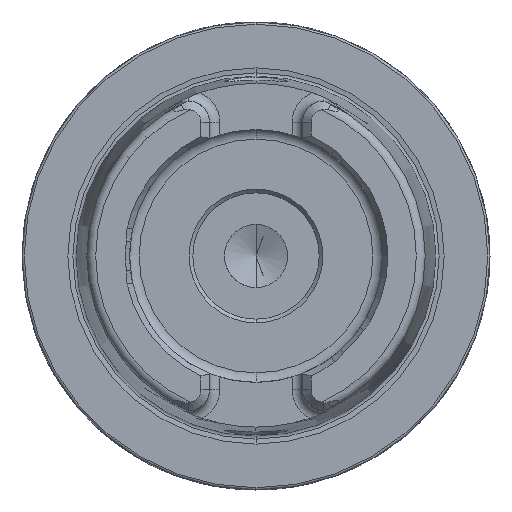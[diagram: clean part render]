
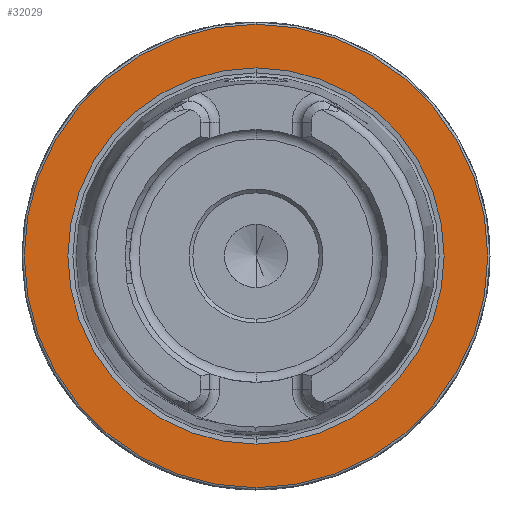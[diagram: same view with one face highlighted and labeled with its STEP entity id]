
A CAD part, left-side view. The second image highlights one B-rep face of the part: STEP entity #32029.
In plain terms, the highlighted planar face has unit normal (-1, 0, 0).
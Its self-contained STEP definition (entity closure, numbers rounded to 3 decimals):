
#985 = CARTESIAN_POINT ( 'NONE',  ( -106., 0., 31.2 ) ) ;
#2437 = DIRECTION ( 'NONE',  ( -1., 0., 0. ) ) ;
#2836 = PLANE ( 'NONE',  #13958 ) ;
#3010 = DIRECTION ( 'NONE',  ( 1., 0., 0. ) ) ;
#6212 = CIRCLE ( 'NONE', #18514, 25.324 ) ;
#6213 = AXIS2_PLACEMENT_3D ( 'NONE', #12881, #20915, #20568 ) ;
#6972 = CARTESIAN_POINT ( 'NONE',  ( -106., 0., 0. ) ) ;
#8037 = ORIENTED_EDGE ( 'NONE', *, *, #8057, .T. ) ;
#8057 = EDGE_CURVE ( 'NONE', #24972, #12539, #31343, .T. ) ;
#8417 = DIRECTION ( 'NONE',  ( 0., 0., -1. ) ) ;
#8654 = CIRCLE ( 'NONE', #18740, 25.324 ) ;
#9616 = DIRECTION ( 'NONE',  ( -1., 0., 0. ) ) ;
#9821 = ORIENTED_EDGE ( 'NONE', *, *, #34383, .F. ) ;
#12539 = VERTEX_POINT ( 'NONE', #17447 ) ;
#12881 = CARTESIAN_POINT ( 'NONE',  ( -106., 0., 0. ) ) ;
#13125 = DIRECTION ( 'NONE',  ( 0., 0., 1. ) ) ;
#13958 = AXIS2_PLACEMENT_3D ( 'NONE', #21727, #3010, #8417 ) ;
#14126 = ORIENTED_EDGE ( 'NONE', *, *, #34477, .T. ) ;
#15148 = EDGE_LOOP ( 'NONE', ( #8037, #14126 ) ) ;
#15880 = ORIENTED_EDGE ( 'NONE', *, *, #27825, .F. ) ;
#16199 = CARTESIAN_POINT ( 'NONE',  ( -106., 0., -25.324 ) ) ;
#17447 = CARTESIAN_POINT ( 'NONE',  ( -106., 0., -31.2 ) ) ;
#18514 = AXIS2_PLACEMENT_3D ( 'NONE', #6972, #9616, #25544 ) ;
#18740 = AXIS2_PLACEMENT_3D ( 'NONE', #30216, #24624, #30541 ) ;
#19878 = VERTEX_POINT ( 'NONE', #27299 ) ;
#20568 = DIRECTION ( 'NONE',  ( 0., 0., 1. ) ) ;
#20915 = DIRECTION ( 'NONE',  ( -1., 0., 0. ) ) ;
#21340 = EDGE_LOOP ( 'NONE', ( #15880, #9821 ) ) ;
#21727 = CARTESIAN_POINT ( 'NONE',  ( -106., 31.2, 0. ) ) ;
#23812 = CARTESIAN_POINT ( 'NONE',  ( -106., 0., 0. ) ) ;
#24624 = DIRECTION ( 'NONE',  ( -1., 0., 0. ) ) ;
#24972 = VERTEX_POINT ( 'NONE', #985 ) ;
#25194 = CIRCLE ( 'NONE', #25224, 31.2 ) ;
#25224 = AXIS2_PLACEMENT_3D ( 'NONE', #23812, #2437, #13125 ) ;
#25544 = DIRECTION ( 'NONE',  ( 0., 0., 1. ) ) ;
#26821 = FACE_BOUND ( 'NONE', #21340, .T. ) ;
#27299 = CARTESIAN_POINT ( 'NONE',  ( -106., 0., 25.324 ) ) ;
#27825 = EDGE_CURVE ( 'NONE', #19878, #32809, #8654, .T. ) ;
#29804 = FACE_OUTER_BOUND ( 'NONE', #15148, .T. ) ;
#30216 = CARTESIAN_POINT ( 'NONE',  ( -106., 0., 0. ) ) ;
#30541 = DIRECTION ( 'NONE',  ( 0., 0., 1. ) ) ;
#31343 = CIRCLE ( 'NONE', #6213, 31.2 ) ;
#32029 = ADVANCED_FACE ( 'NONE', ( #26821, #29804 ), #2836, .F. ) ;
#32809 = VERTEX_POINT ( 'NONE', #16199 ) ;
#34383 = EDGE_CURVE ( 'NONE', #32809, #19878, #6212, .T. ) ;
#34477 = EDGE_CURVE ( 'NONE', #12539, #24972, #25194, .T. ) ;
